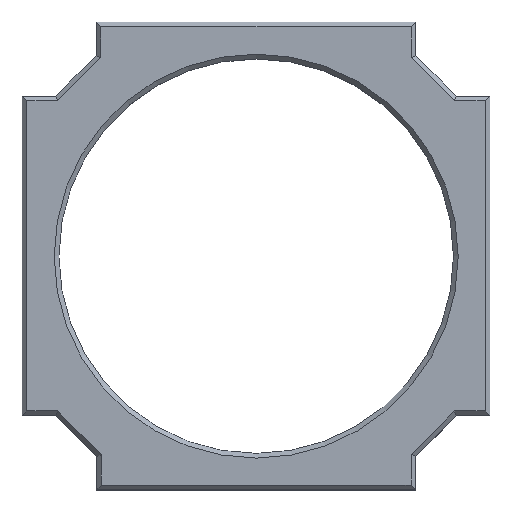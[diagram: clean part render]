
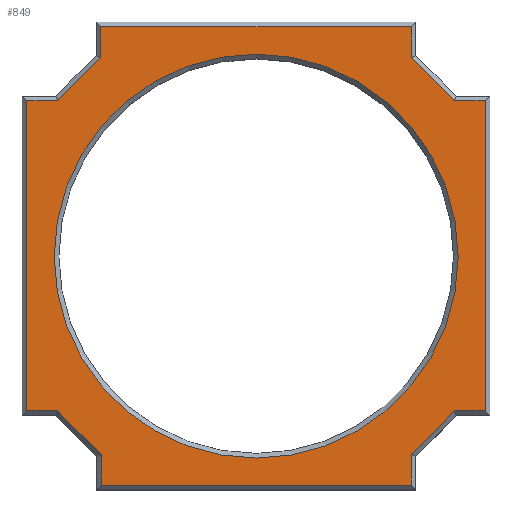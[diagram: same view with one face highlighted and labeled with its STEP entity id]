
A CAD part, top view. The second image highlights one B-rep face of the part: STEP entity #849.
In plain terms, the highlighted planar face has unit normal (0, 0, 1).
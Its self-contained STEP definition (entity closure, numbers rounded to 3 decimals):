
#15=FACE_BOUND('',#124,.T.);
#17=PLANE('',#927);
#70=FACE_OUTER_BOUND('',#123,.T.);
#123=EDGE_LOOP('',(#614,#615,#616,#617,#618,#619,#620,#621,#622,#623,#624,
#625,#626,#627,#628,#629));
#124=EDGE_LOOP('',(#630));
#178=LINE('',#1232,#293);
#179=LINE('',#1234,#294);
#180=LINE('',#1236,#295);
#181=LINE('',#1238,#296);
#182=LINE('',#1240,#297);
#183=LINE('',#1242,#298);
#184=LINE('',#1244,#299);
#185=LINE('',#1246,#300);
#186=LINE('',#1248,#301);
#187=LINE('',#1250,#302);
#188=LINE('',#1252,#303);
#189=LINE('',#1254,#304);
#190=LINE('',#1256,#305);
#191=LINE('',#1258,#306);
#192=LINE('',#1260,#307);
#193=LINE('',#1261,#308);
#293=VECTOR('',#999,10.);
#294=VECTOR('',#1000,10.);
#295=VECTOR('',#1001,10.);
#296=VECTOR('',#1002,10.);
#297=VECTOR('',#1003,10.);
#298=VECTOR('',#1004,10.);
#299=VECTOR('',#1005,10.);
#300=VECTOR('',#1006,10.);
#301=VECTOR('',#1007,10.);
#302=VECTOR('',#1008,10.);
#303=VECTOR('',#1009,10.);
#304=VECTOR('',#1010,10.);
#305=VECTOR('',#1011,10.);
#306=VECTOR('',#1012,10.);
#307=VECTOR('',#1013,10.);
#308=VECTOR('',#1014,10.);
#406=CIRCLE('',#921,21.5);
#412=VERTEX_POINT('',#1216);
#417=VERTEX_POINT('',#1230);
#418=VERTEX_POINT('',#1231);
#419=VERTEX_POINT('',#1233);
#420=VERTEX_POINT('',#1235);
#421=VERTEX_POINT('',#1237);
#422=VERTEX_POINT('',#1239);
#423=VERTEX_POINT('',#1241);
#424=VERTEX_POINT('',#1243);
#425=VERTEX_POINT('',#1245);
#426=VERTEX_POINT('',#1247);
#427=VERTEX_POINT('',#1249);
#428=VERTEX_POINT('',#1251);
#429=VERTEX_POINT('',#1253);
#430=VERTEX_POINT('',#1255);
#431=VERTEX_POINT('',#1257);
#432=VERTEX_POINT('',#1259);
#482=EDGE_CURVE('',#412,#412,#406,.T.);
#489=EDGE_CURVE('',#417,#418,#178,.T.);
#490=EDGE_CURVE('',#419,#417,#179,.T.);
#491=EDGE_CURVE('',#420,#419,#180,.T.);
#492=EDGE_CURVE('',#421,#420,#181,.T.);
#493=EDGE_CURVE('',#422,#421,#182,.T.);
#494=EDGE_CURVE('',#423,#422,#183,.T.);
#495=EDGE_CURVE('',#424,#423,#184,.T.);
#496=EDGE_CURVE('',#425,#424,#185,.T.);
#497=EDGE_CURVE('',#426,#425,#186,.T.);
#498=EDGE_CURVE('',#427,#426,#187,.T.);
#499=EDGE_CURVE('',#428,#427,#188,.T.);
#500=EDGE_CURVE('',#429,#428,#189,.T.);
#501=EDGE_CURVE('',#430,#429,#190,.T.);
#502=EDGE_CURVE('',#431,#430,#191,.T.);
#503=EDGE_CURVE('',#432,#431,#192,.T.);
#504=EDGE_CURVE('',#418,#432,#193,.T.);
#614=ORIENTED_EDGE('',*,*,#489,.F.);
#615=ORIENTED_EDGE('',*,*,#490,.F.);
#616=ORIENTED_EDGE('',*,*,#491,.F.);
#617=ORIENTED_EDGE('',*,*,#492,.F.);
#618=ORIENTED_EDGE('',*,*,#493,.F.);
#619=ORIENTED_EDGE('',*,*,#494,.F.);
#620=ORIENTED_EDGE('',*,*,#495,.F.);
#621=ORIENTED_EDGE('',*,*,#496,.F.);
#622=ORIENTED_EDGE('',*,*,#497,.F.);
#623=ORIENTED_EDGE('',*,*,#498,.F.);
#624=ORIENTED_EDGE('',*,*,#499,.F.);
#625=ORIENTED_EDGE('',*,*,#500,.F.);
#626=ORIENTED_EDGE('',*,*,#501,.F.);
#627=ORIENTED_EDGE('',*,*,#502,.F.);
#628=ORIENTED_EDGE('',*,*,#503,.F.);
#629=ORIENTED_EDGE('',*,*,#504,.F.);
#630=ORIENTED_EDGE('',*,*,#482,.F.);
#849=ADVANCED_FACE('',(#70,#15),#17,.F.);
#921=AXIS2_PLACEMENT_3D('',#1217,#983,#984);
#927=AXIS2_PLACEMENT_3D('',#1229,#997,#998);
#983=DIRECTION('center_axis',(0.,0.,
1.));
#984=DIRECTION('ref_axis',(1.,0.,0.));
#997=DIRECTION('center_axis',(0.,0.,
-1.));
#998=DIRECTION('ref_axis',(-1.,0.,0.));
#999=DIRECTION('',(-1.,0.,0.));
#1000=DIRECTION('',(0.,-1.,0.));
#1001=DIRECTION('',(-0.707,-0.707,0.));
#1002=DIRECTION('',(-1.,0.,0.));
#1003=DIRECTION('',(0.,-1.,0.));
#1004=DIRECTION('',(1.,0.,0.));
#1005=DIRECTION('',(0.707,-0.707,0.));
#1006=DIRECTION('',(0.,-1.,0.));
#1007=DIRECTION('',(1.,0.,0.));
#1008=DIRECTION('',(0.,1.,0.));
#1009=DIRECTION('',(0.707,0.707,0.));
#1010=DIRECTION('',(1.,0.,0.));
#1011=DIRECTION('',(0.,1.,0.));
#1012=DIRECTION('',(-1.,0.,0.));
#1013=DIRECTION('',(-0.707,0.707,0.));
#1014=DIRECTION('',(0.,1.,0.));
#1216=CARTESIAN_POINT('',(-56.909,20.909,22.));
#1217=CARTESIAN_POINT('Origin',(-35.409,20.909,22.));
#1229=CARTESIAN_POINT('Origin',(-58.501,20.93,22.));
#1230=CARTESIAN_POINT('',(-18.93,-3.47,22.));
#1231=CARTESIAN_POINT('',(-51.889,-3.47,22.));
#1232=CARTESIAN_POINT('',(-38.566,-3.47,22.));
#1233=CARTESIAN_POINT('',(-18.93,-0.188,22.));
#1234=CARTESIAN_POINT('',(-18.93,8.48,22.));
#1235=CARTESIAN_POINT('',(-14.312,4.43,22.));
#1236=CARTESIAN_POINT('',(-23.47,-4.728,22.));
#1237=CARTESIAN_POINT('',(-11.03,4.43,22.));
#1238=CARTESIAN_POINT('',(-36.303,4.43,22.));
#1239=CARTESIAN_POINT('',(-11.03,37.43,22.));
#1240=CARTESIAN_POINT('',(-11.03,29.33,22.));
#1241=CARTESIAN_POINT('',(-14.312,37.43,22.));
#1242=CARTESIAN_POINT('',(-34.516,37.43,22.));
#1243=CARTESIAN_POINT('',(-18.93,42.048,22.));
#1244=CARTESIAN_POINT('',(-21.307,44.425,22.));
#1245=CARTESIAN_POINT('',(-18.93,45.33,22.));
#1246=CARTESIAN_POINT('',(-18.93,31.593,22.));
#1247=CARTESIAN_POINT('',(-51.93,45.33,22.));
#1248=CARTESIAN_POINT('',(-55.366,45.33,22.));
#1249=CARTESIAN_POINT('',(-51.93,42.048,22.));
#1250=CARTESIAN_POINT('',(-51.93,33.38,22.));
#1251=CARTESIAN_POINT('',(-56.548,37.43,22.));
#1252=CARTESIAN_POINT('',(-58.925,35.052,22.));
#1253=CARTESIAN_POINT('',(-59.83,37.43,22.));
#1254=CARTESIAN_POINT('',(-57.628,37.43,22.));
#1255=CARTESIAN_POINT('',(-59.83,4.43,22.));
#1256=CARTESIAN_POINT('',(-59.83,12.53,22.));
#1257=CARTESIAN_POINT('',(-56.548,4.43,22.));
#1258=CARTESIAN_POINT('',(-59.416,4.43,22.));
#1259=CARTESIAN_POINT('',(-51.889,-0.23,22.));
#1260=CARTESIAN_POINT('',(-61.088,8.97,22.));
#1261=CARTESIAN_POINT('',(-51.889,10.247,22.));
